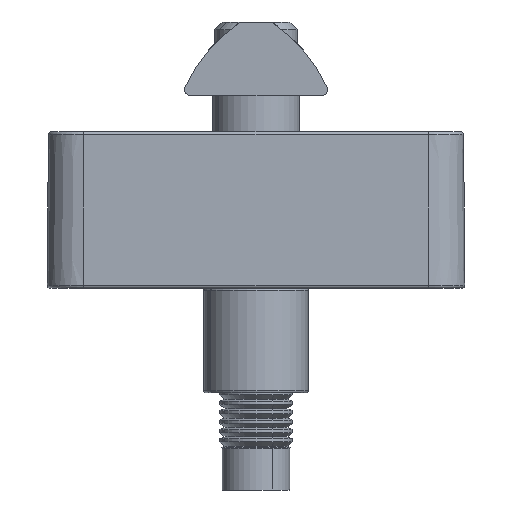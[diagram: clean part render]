
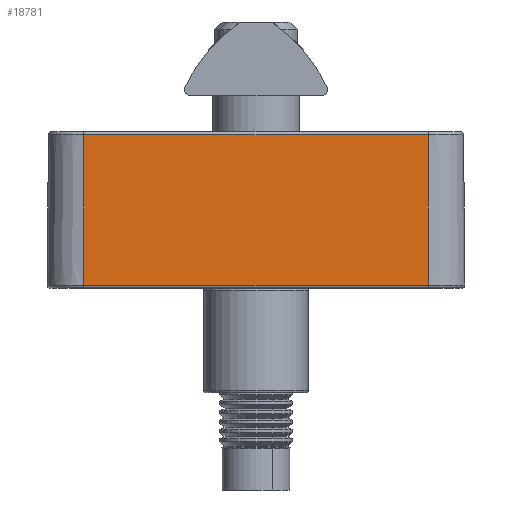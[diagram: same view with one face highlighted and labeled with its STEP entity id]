
A CAD part, left-side view. The second image highlights one B-rep face of the part: STEP entity #18781.
In plain terms, the highlighted planar face has unit normal (-1, 0, 0.009).
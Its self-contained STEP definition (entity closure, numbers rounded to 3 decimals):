
#86 = DIRECTION ( 'NONE',  ( 0.009, 0., 1. ) ) ;
#234 = CARTESIAN_POINT ( 'NONE',  ( -40., -16.5, 0. ) ) ;
#733 = VECTOR ( 'NONE', #1604, 1000. ) ;
#1112 = EDGE_CURVE ( 'NONE', #17325, #20913, #13972, .T. ) ;
#1604 = DIRECTION ( 'NONE',  ( 0., 1., 0. ) ) ;
#2817 = LINE ( 'NONE', #10455, #16217 ) ;
#3759 = EDGE_CURVE ( 'NONE', #10229, #20913, #11396, .T. ) ;
#4197 = ORIENTED_EDGE ( 'NONE', *, *, #18169, .T. ) ;
#4573 = AXIS2_PLACEMENT_3D ( 'NONE', #12274, #10599, #86 ) ;
#5048 = CARTESIAN_POINT ( 'NONE',  ( -39.872, 16.5, 14.703 ) ) ;
#5393 = LINE ( 'NONE', #5048, #733 ) ;
#6828 = CARTESIAN_POINT ( 'NONE',  ( -39.997, -16.5, 0.303 ) ) ;
#7058 = PLANE ( 'NONE',  #4573 ) ;
#7254 = VECTOR ( 'NONE', #19097, 1000. ) ;
#7670 = EDGE_CURVE ( 'NONE', #16301, #10229, #2817, .T. ) ;
#8615 = ORIENTED_EDGE ( 'NONE', *, *, #7670, .T. ) ;
#8909 = FACE_OUTER_BOUND ( 'NONE', #21196, .T. ) ;
#9280 = VECTOR ( 'NONE', #12507, 1000. ) ;
#10229 = VERTEX_POINT ( 'NONE', #11143 ) ;
#10455 = CARTESIAN_POINT ( 'NONE',  ( -40., 16.5, 0. ) ) ;
#10599 = DIRECTION ( 'NONE',  ( -1., 0., 0.009 ) ) ;
#11143 = CARTESIAN_POINT ( 'NONE',  ( -39.997, 16.5, 0.303 ) ) ;
#11396 = LINE ( 'NONE', #6828, #7254 ) ;
#12274 = CARTESIAN_POINT ( 'NONE',  ( -40., -16.5, 0. ) ) ;
#12507 = DIRECTION ( 'NONE',  ( -0.009, 0., -1. ) ) ;
#12958 = CARTESIAN_POINT ( 'NONE',  ( -39.872, 16.5, 14.703 ) ) ;
#13972 = LINE ( 'NONE', #234, #9280 ) ;
#14334 = ORIENTED_EDGE ( 'NONE', *, *, #3759, .T. ) ;
#16217 = VECTOR ( 'NONE', #22730, 1000. ) ;
#16301 = VERTEX_POINT ( 'NONE', #12958 ) ;
#16719 = ORIENTED_EDGE ( 'NONE', *, *, #1112, .F. ) ;
#17325 = VERTEX_POINT ( 'NONE', #20702 ) ;
#17547 = CARTESIAN_POINT ( 'NONE',  ( -39.997, -16.5, 0.303 ) ) ;
#18169 = EDGE_CURVE ( 'NONE', #17325, #16301, #5393, .T. ) ;
#18781 = ADVANCED_FACE ( 'NONE', ( #8909 ), #7058, .T. ) ;
#19097 = DIRECTION ( 'NONE',  ( 0., -1., 0. ) ) ;
#20702 = CARTESIAN_POINT ( 'NONE',  ( -39.872, -16.5, 14.703 ) ) ;
#20913 = VERTEX_POINT ( 'NONE', #17547 ) ;
#21196 = EDGE_LOOP ( 'NONE', ( #8615, #14334, #16719, #4197 ) ) ;
#22730 = DIRECTION ( 'NONE',  ( -0.009, 0., -1. ) ) ;
